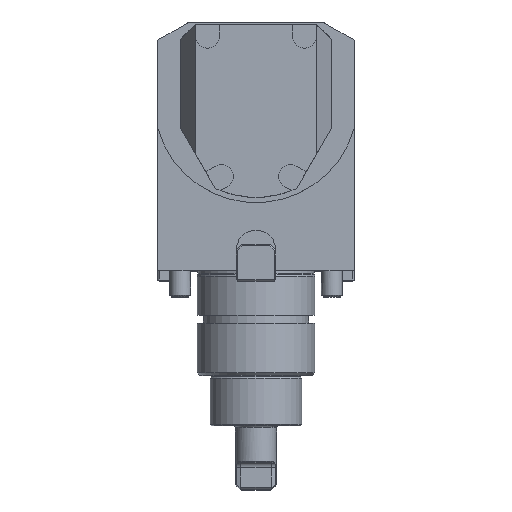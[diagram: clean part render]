
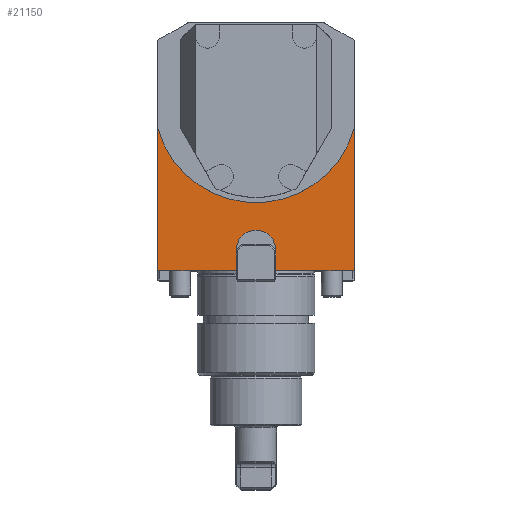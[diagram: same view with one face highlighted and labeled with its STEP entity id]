
A CAD part, top view. The second image highlights one B-rep face of the part: STEP entity #21150.
In plain terms, the highlighted planar face has unit normal (0, 0, 1).
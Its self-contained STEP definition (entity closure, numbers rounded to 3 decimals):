
#280 = VERTEX_POINT ( 'NONE', #17346 ) ;
#311 = DIRECTION ( 'NONE',  ( -1., 0., 0. ) ) ;
#405 = CARTESIAN_POINT ( 'NONE',  ( -7.5, 0., 37.5 ) ) ;
#532 = VECTOR ( 'NONE', #22634, 1000. ) ;
#693 = EDGE_CURVE ( 'NONE', #12273, #10162, #9469, .T. ) ;
#705 = DIRECTION ( 'NONE',  ( 0., 0., 1. ) ) ;
#865 = VERTEX_POINT ( 'NONE', #19575 ) ;
#1090 = CARTESIAN_POINT ( 'NONE',  ( 37.5, 20., 37.5 ) ) ;
#1162 = CARTESIAN_POINT ( 'NONE',  ( 7.5, 0., 37.5 ) ) ;
#1208 = CARTESIAN_POINT ( 'NONE',  ( 0., 8., 37.5 ) ) ;
#2521 = LINE ( 'NONE', #10079, #7826 ) ;
#4346 = CARTESIAN_POINT ( 'NONE',  ( -37.5, 54.288, 37.5 ) ) ;
#4750 = AXIS2_PLACEMENT_3D ( 'NONE', #8613, #8858, #6890 ) ;
#5324 = EDGE_CURVE ( 'NONE', #10162, #22364, #12943, .T. ) ;
#5358 = DIRECTION ( 'NONE',  ( 0., -1., 0. ) ) ;
#6159 = VECTOR ( 'NONE', #5358, 1000. ) ;
#6230 = ORIENTED_EDGE ( 'NONE', *, *, #15846, .F. ) ;
#6723 = VECTOR ( 'NONE', #311, 1000. ) ;
#6819 = ORIENTED_EDGE ( 'NONE', *, *, #5324, .F. ) ;
#6890 = DIRECTION ( 'NONE',  ( 1., 0., 0. ) ) ;
#7198 = LINE ( 'NONE', #14751, #6159 ) ;
#7483 = ORIENTED_EDGE ( 'NONE', *, *, #693, .F. ) ;
#7826 = VECTOR ( 'NONE', #7837, 1000. ) ;
#7837 = DIRECTION ( 'NONE',  ( -1., 0., 0. ) ) ;
#8613 = CARTESIAN_POINT ( 'NONE',  ( 0., 65., 37.5 ) ) ;
#8750 = DIRECTION ( 'NONE',  ( 0., 0., 1. ) ) ;
#8858 = DIRECTION ( 'NONE',  ( 0., 0., 1. ) ) ;
#9089 = CARTESIAN_POINT ( 'NONE',  ( -7.5, 0., 37.5 ) ) ;
#9396 = CARTESIAN_POINT ( 'NONE',  ( 37.5, 54.288, 37.5 ) ) ;
#9469 = CIRCLE ( 'NONE', #4750, 39. ) ;
#9613 = ORIENTED_EDGE ( 'NONE', *, *, #15648, .F. ) ;
#9636 = EDGE_CURVE ( 'NONE', #17602, #865, #2521, .T. ) ;
#10079 = CARTESIAN_POINT ( 'NONE',  ( 37.5, 0., 37.5 ) ) ;
#10162 = VERTEX_POINT ( 'NONE', #9396 ) ;
#11572 = CARTESIAN_POINT ( 'NONE',  ( 37.5, 0., 37.5 ) ) ;
#11636 = AXIS2_PLACEMENT_3D ( 'NONE', #1208, #8750, #16315 ) ;
#11694 = LINE ( 'NONE', #11572, #6723 ) ;
#11970 = PLANE ( 'NONE',  #20898 ) ;
#12132 = EDGE_CURVE ( 'NONE', #12273, #865, #7198, .T. ) ;
#12273 = VERTEX_POINT ( 'NONE', #4346 ) ;
#12559 = ORIENTED_EDGE ( 'NONE', *, *, #9636, .F. ) ;
#12943 = LINE ( 'NONE', #21258, #532 ) ;
#14048 = LINE ( 'NONE', #1162, #20190 ) ;
#14575 = VERTEX_POINT ( 'NONE', #23037 ) ;
#14751 = CARTESIAN_POINT ( 'NONE',  ( -37.5, 20., 37.5 ) ) ;
#15393 = ORIENTED_EDGE ( 'NONE', *, *, #16532, .F. ) ;
#15648 = EDGE_CURVE ( 'NONE', #22364, #280, #11694, .T. ) ;
#15846 = EDGE_CURVE ( 'NONE', #280, #14575, #14048, .T. ) ;
#16315 = DIRECTION ( 'NONE',  ( 1., 0., 0. ) ) ;
#16532 = EDGE_CURVE ( 'NONE', #17419, #17602, #17030, .T. ) ;
#17030 = LINE ( 'NONE', #9089, #22999 ) ;
#17346 = CARTESIAN_POINT ( 'NONE',  ( 7.5, 0., 37.5 ) ) ;
#17419 = VERTEX_POINT ( 'NONE', #20607 ) ;
#17602 = VERTEX_POINT ( 'NONE', #405 ) ;
#17685 = DIRECTION ( 'NONE',  ( 1., 0., 0. ) ) ;
#18849 = EDGE_LOOP ( 'NONE', ( #15393, #19820, #6230, #9613, #6819, #7483, #19006, #12559 ) ) ;
#19006 = ORIENTED_EDGE ( 'NONE', *, *, #12132, .T. ) ;
#19575 = CARTESIAN_POINT ( 'NONE',  ( -37.5, 0., 37.5 ) ) ;
#19820 = ORIENTED_EDGE ( 'NONE', *, *, #23343, .F. ) ;
#20190 = VECTOR ( 'NONE', #23704, 1000. ) ;
#20607 = CARTESIAN_POINT ( 'NONE',  ( -7.5, 8., 37.5 ) ) ;
#20898 = AXIS2_PLACEMENT_3D ( 'NONE', #1090, #705, #17685 ) ;
#21150 = ADVANCED_FACE ( 'Defeature completata1_30', ( #21399 ), #11970, .T. ) ;
#21258 = CARTESIAN_POINT ( 'NONE',  ( 37.5, 20., 37.5 ) ) ;
#21399 = FACE_OUTER_BOUND ( 'NONE', #18849, .T. ) ;
#21919 = CIRCLE ( 'NONE', #11636, 7.5 ) ;
#22364 = VERTEX_POINT ( 'NONE', #22635 ) ;
#22620 = DIRECTION ( 'NONE',  ( 0., -1., 0. ) ) ;
#22634 = DIRECTION ( 'NONE',  ( 0., -1., 0. ) ) ;
#22635 = CARTESIAN_POINT ( 'NONE',  ( 37.5, 0., 37.5 ) ) ;
#22999 = VECTOR ( 'NONE', #22620, 1000. ) ;
#23037 = CARTESIAN_POINT ( 'NONE',  ( 7.5, 8., 37.5 ) ) ;
#23343 = EDGE_CURVE ( 'NONE', #14575, #17419, #21919, .T. ) ;
#23704 = DIRECTION ( 'NONE',  ( 0., 1., 0. ) ) ;
